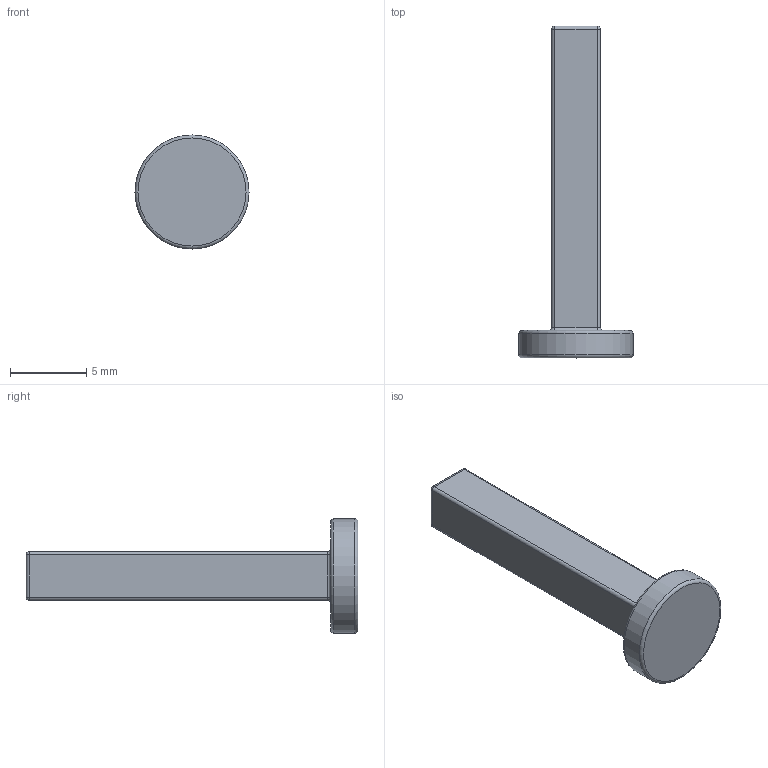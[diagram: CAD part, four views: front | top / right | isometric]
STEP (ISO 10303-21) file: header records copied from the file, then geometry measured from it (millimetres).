
FILE_DESCRIPTION(/* description */ ('Unknown'),/* implementation_level */ '2;1');
FILE_NAME(/* name */ 'Axeis 2',/* time_stamp */ '2018-11-05T10:15:29+01:00',/* author */ ('Unknown'),/* organization */ ('Unknown'),/* preprocessor_version */ 'ST-DEVELOPER v16.7',/* originating_system */ 'DEX',/* authorisation */ $);
FILE_SCHEMA (('AUTOMOTIVE_DESIGN {1 0 10303 214 3 1 1}'));
Length unit declared in the file: millimetre
Products named in the file (1): Axeis 2
Bounding box: 7.5 x 21.8 x 7.5 mm (x, y, z)
Volume: 283.2 mm3; surface area: 373.7 mm2
Topology: 1 solids, 1 shells, 30 faces, 63 edges, 32 vertices
Faces by surface type: cylinder 13, plane 7, torus 6, sphere 4
Full cylindrical faces by diameter (mm): 7.5 x1
Entity records: 774 total; most frequent: DIRECTION 150, CARTESIAN_POINT 119, ORIENTED_EDGE 112, AXIS2_PLACEMENT_3D 63, EDGE_CURVE 56, EDGE_LOOP 34, FACE_BOUND 34, VERTEX_POINT 32
